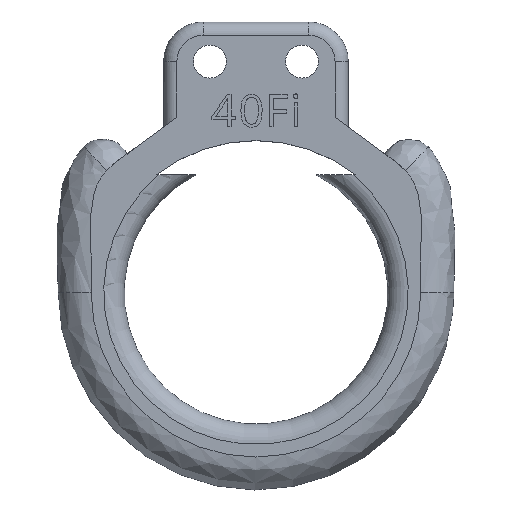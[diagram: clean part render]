
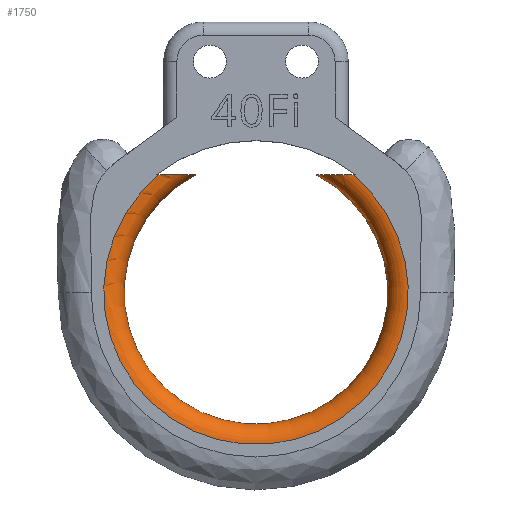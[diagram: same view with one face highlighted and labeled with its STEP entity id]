
A CAD part, top view. The second image highlights one B-rep face of the part: STEP entity #1750.
In plain terms, the highlighted toroidal (fillet/blend) face has major radius 23.1 mm and minor radius 3.1 mm.
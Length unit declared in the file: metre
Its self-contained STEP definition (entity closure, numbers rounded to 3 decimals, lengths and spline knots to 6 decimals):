
#17=TOROIDAL_SURFACE('',#1873,0.0231,0.0031);
#98=B_SPLINE_CURVE_WITH_KNOTS('',3,(#3030,#3031,#3032,#3033,#3034,#3035,
#3036,#3037),.UNSPECIFIED.,.F.,.F.,(4,1,1,1,1,4),(0.,0.001711,
0.003422,0.005133,0.005989,0.006844),
 .UNSPECIFIED.);
#99=B_SPLINE_CURVE_WITH_KNOTS('',3,(#3042,#3043,#3044,#3045,#3046,#3047,
#3048,#3049),.UNSPECIFIED.,.F.,.F.,(4,1,1,1,1,4),(0.,0.000865,
0.00173,0.003461,0.005191,0.006922),
 .UNSPECIFIED.);
#861=ORIENTED_EDGE('',*,*,#1171,.F.);
#862=ORIENTED_EDGE('',*,*,#1021,.F.);
#863=ORIENTED_EDGE('',*,*,#1174,.F.);
#864=ORIENTED_EDGE('',*,*,#1024,.F.);
#1021=EDGE_CURVE('',#1271,#1272,#1385,.F.);
#1024=EDGE_CURVE('',#1273,#1274,#1386,.T.);
#1171=EDGE_CURVE('',#1272,#1273,#98,.T.);
#1174=EDGE_CURVE('',#1274,#1271,#99,.T.);
#1271=VERTEX_POINT('',#2473);
#1272=VERTEX_POINT('',#2475);
#1273=VERTEX_POINT('',#2479);
#1274=VERTEX_POINT('',#2481);
#1385=CIRCLE('',#1810,0.0231);
#1386=CIRCLE('',#1812,0.02);
#1500=EDGE_LOOP('',(#861,#862,#863,#864));
#1623=FACE_BOUND('',#1500,.T.);
#1750=ADVANCED_FACE('',(#1623),#17,.T.);
#1810=AXIS2_PLACEMENT_3D('',#2474,#1986,#1987);
#1812=AXIS2_PLACEMENT_3D('',#2480,#1992,#1993);
#1873=AXIS2_PLACEMENT_3D('',#3053,#2217,#2218);
#1986=DIRECTION('',(0.,0.,1.));
#1987=DIRECTION('',(1.,0.,0.));
#1992=DIRECTION('',(0.,0.,1.));
#1993=DIRECTION('',(1.,0.,0.));
#2217=DIRECTION('',(0.,0.,1.));
#2218=DIRECTION('',(1.,0.,0.));
#2473=CARTESIAN_POINT('',(0.014723,0.0178,0.01));
#2474=CARTESIAN_POINT('',(0.,0.,0.01));
#2475=CARTESIAN_POINT('',(-0.014723,0.0178,0.01));
#2479=CARTESIAN_POINT('',(-0.009119,0.0178,0.0069));
#2480=CARTESIAN_POINT('',(0.,0.,0.0069));
#2481=CARTESIAN_POINT('',(0.009119,0.0178,0.0069));
#3030=CARTESIAN_POINT('',(-0.014723,0.0178,0.01));
#3031=CARTESIAN_POINT('',(-0.014145,0.0178,0.01));
#3032=CARTESIAN_POINT('',(-0.013011,0.0178,0.009873));
#3033=CARTESIAN_POINT('',(-0.011357,0.0178,0.009349));
#3034=CARTESIAN_POINT('',(-0.010098,0.0178,0.008622));
#3035=CARTESIAN_POINT('',(-0.009311,0.0178,0.007758));
#3036=CARTESIAN_POINT('',(-0.009119,0.0178,0.007192));
#3037=CARTESIAN_POINT('',(-0.009119,0.0178,0.0069));
#3042=CARTESIAN_POINT('',(0.009119,0.0178,0.0069));
#3043=CARTESIAN_POINT('',(0.009119,0.0178,0.007193));
#3044=CARTESIAN_POINT('',(0.009311,0.0178,0.007756));
#3045=CARTESIAN_POINT('',(0.010099,0.0178,0.008623));
#3046=CARTESIAN_POINT('',(0.011354,0.0178,0.009348));
#3047=CARTESIAN_POINT('',(0.013007,0.0178,0.009873));
#3048=CARTESIAN_POINT('',(0.014145,0.0178,0.01));
#3049=CARTESIAN_POINT('',(0.014723,0.0178,0.01));
#3053=CARTESIAN_POINT('',(0.,0.,0.0069));
